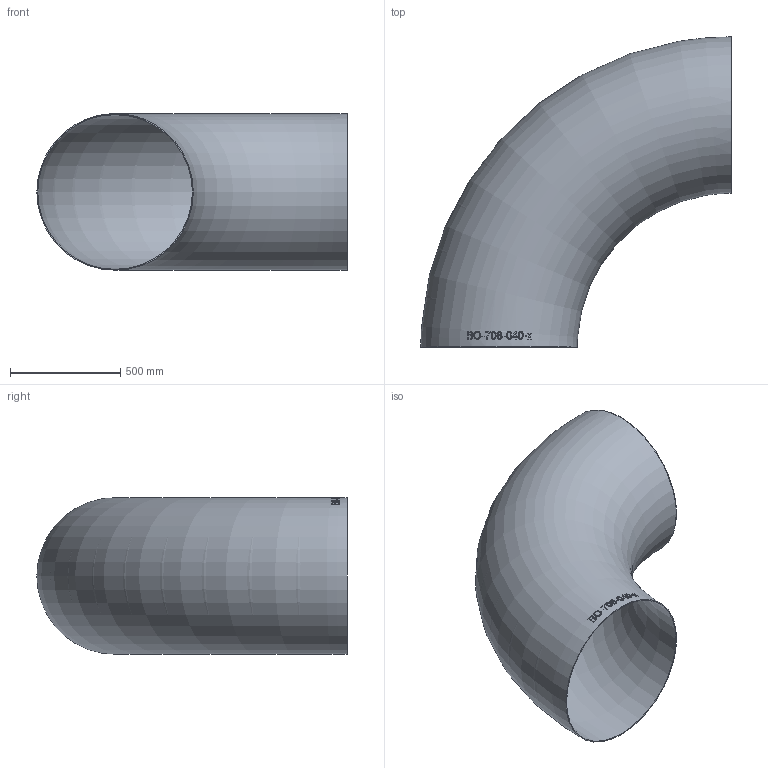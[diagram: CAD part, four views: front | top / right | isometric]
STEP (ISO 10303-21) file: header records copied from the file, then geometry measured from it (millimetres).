
FILE_DESCRIPTION (( 'STEP AP214' ), '1' );
FILE_NAME ('BO-708-040-x Bogen 2005.STEP', '2020-05-01T10:25:08', ( '' ), ( '' ), 'SwSTEP 2.0', 'SolidWorks 2019', '' );
FILE_SCHEMA (( 'AUTOMOTIVE_DESIGN' ));
Length unit declared in the file: millimetre
Products named in the file (1): BO-708-040-x Bogen 2005
Bounding box: 1404 x 1404 x 708 mm (x, y, z)
Volume: 14591123.5 mm3; surface area: 7313357.5 mm2
Topology: 1 solids, 1 shells, 147 faces, 376 edges, 251 vertices
Faces by surface type: bspline 122, torus 23, plane 2
Entity records: 42165 total; most frequent: CARTESIAN_POINT 38197, ORIENTED_EDGE 740, EDGE_CURVE 370, B_SPLINE_CURVE_WITH_KNOTS 366, VERTEX_POINT 248, EDGE_LOOP 172, FACE_OUTER_BOUND 149, ADVANCED_FACE 147
